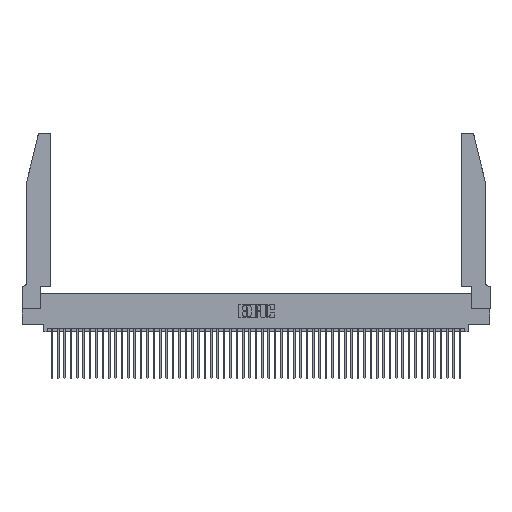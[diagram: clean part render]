
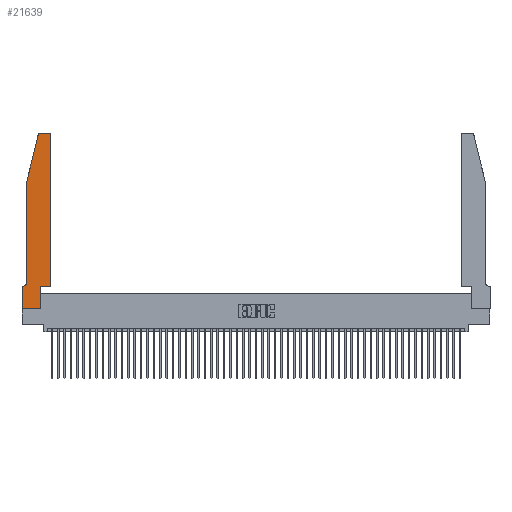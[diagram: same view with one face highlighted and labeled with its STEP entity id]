
A CAD part, top view. The second image highlights one B-rep face of the part: STEP entity #21639.
In plain terms, the highlighted planar face has unit normal (0, 0, 1).
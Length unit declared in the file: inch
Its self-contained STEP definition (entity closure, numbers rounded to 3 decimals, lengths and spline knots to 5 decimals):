
#558 = VERTEX_POINT ( 'NONE', #44523 ) ;
#716 = CARTESIAN_POINT ( 'NONE',  ( 0.0755, 2., 0.37 ) ) ;
#1283 = DIRECTION ( 'NONE',  ( 0., 1., 0. ) ) ;
#1409 = LINE ( 'NONE', #2967, #10385 ) ;
#2389 = ORIENTED_EDGE ( 'NONE', *, *, #35878, .T. ) ;
#2516 = EDGE_CURVE ( 'NONE', #30882, #45006, #41331, .T. ) ;
#2527 = LINE ( 'NONE', #33080, #29299 ) ;
#2708 = DIRECTION ( 'NONE',  ( -1., 0., 0. ) ) ;
#2887 = VERTEX_POINT ( 'NONE', #52089 ) ;
#2967 = CARTESIAN_POINT ( 'NONE',  ( 0., 0., 0.37 ) ) ;
#3280 = CARTESIAN_POINT ( 'NONE',  ( 0.4205, 2.75, 0.37 ) ) ;
#3671 = CARTESIAN_POINT ( 'NONE',  ( 0.4505, 2.72, 0.37 ) ) ;
#4031 = ORIENTED_EDGE ( 'NONE', *, *, #45397, .T. ) ;
#4351 = VERTEX_POINT ( 'NONE', #44603 ) ;
#4721 = LINE ( 'NONE', #42077, #26988 ) ;
#4855 = DIRECTION ( 'NONE',  ( -1., 0., 0. ) ) ;
#5604 = DIRECTION ( 'NONE',  ( -1., 0., 0. ) ) ;
#6125 = AXIS2_PLACEMENT_3D ( 'NONE', #15982, #7994, #19721 ) ;
#7019 = EDGE_LOOP ( 'NONE', ( #16014, #16610, #36276, #32476, #35033, #31410, #4031, #2389, #13994, #35073, #13424, #11008 ) ) ;
#7085 = DIRECTION ( 'NONE',  ( 1., 0., 0. ) ) ;
#7621 = PLANE ( 'NONE',  #41927 ) ;
#7994 = DIRECTION ( 'NONE',  ( 0., 0., 1. ) ) ;
#9866 = CARTESIAN_POINT ( 'NONE',  ( 0.0055, 0.42, 0.37 ) ) ;
#10303 = EDGE_CURVE ( 'NONE', #22102, #40125, #4721, .T. ) ;
#10385 = VECTOR ( 'NONE', #7085, 39.37008 ) ;
#11008 = ORIENTED_EDGE ( 'NONE', *, *, #43223, .T. ) ;
#12054 = CARTESIAN_POINT ( 'NONE',  ( 0., 0., 0.37 ) ) ;
#12413 = DIRECTION ( 'NONE',  ( 0., -1., 0. ) ) ;
#12874 = DIRECTION ( 'NONE',  ( 1., 0., 0. ) ) ;
#13105 = EDGE_CURVE ( 'NONE', #41799, #30018, #21002, .T. ) ;
#13379 = CIRCLE ( 'NONE', #17873, 0.03 ) ;
#13424 = ORIENTED_EDGE ( 'NONE', *, *, #2516, .T. ) ;
#13666 = EDGE_CURVE ( 'NONE', #32127, #4351, #15445, .T. ) ;
#13847 = VECTOR ( 'NONE', #40570, 39.37008 ) ;
#13994 = ORIENTED_EDGE ( 'NONE', *, *, #24518, .T. ) ;
#15445 = LINE ( 'NONE', #20274, #51841 ) ;
#15982 = CARTESIAN_POINT ( 'NONE',  ( 0.284, 2.72, 0.37 ) ) ;
#16014 = ORIENTED_EDGE ( 'NONE', *, *, #10303, .T. ) ;
#16401 = CARTESIAN_POINT ( 'NONE',  ( 0.0755, 0.35, 0.37 ) ) ;
#16563 = EDGE_CURVE ( 'NONE', #19248, #30882, #49683, .T. ) ;
#16610 = ORIENTED_EDGE ( 'NONE', *, *, #48379, .T. ) ;
#17873 = AXIS2_PLACEMENT_3D ( 'NONE', #33253, #37514, #12874 ) ;
#19246 = CARTESIAN_POINT ( 'NONE',  ( 0.4505, 0.35, 0.37 ) ) ;
#19248 = VERTEX_POINT ( 'NONE', #32525 ) ;
#19464 = EDGE_CURVE ( 'NONE', #4351, #41799, #20614, .T. ) ;
#19721 = DIRECTION ( 'NONE',  ( 1., 0., 0. ) ) ;
#20274 = CARTESIAN_POINT ( 'NONE',  ( 0.0755, 2., 0.37 ) ) ;
#20614 = CIRCLE ( 'NONE', #51827, 0.07 ) ;
#21002 = LINE ( 'NONE', #16401, #52311 ) ;
#21079 = CARTESIAN_POINT ( 'NONE',  ( 0.4505, 0.35, 0.37 ) ) ;
#21639 = ADVANCED_FACE ( 'NONE', ( #23898 ), #7621, .T. ) ;
#22102 = VERTEX_POINT ( 'NONE', #3280 ) ;
#23101 = CARTESIAN_POINT ( 'NONE',  ( 0.2865, 0., 0.37 ) ) ;
#23653 = DIRECTION ( 'NONE',  ( 1., 0., 0. ) ) ;
#23898 = FACE_OUTER_BOUND ( 'NONE', #7019, .T. ) ;
#24518 = EDGE_CURVE ( 'NONE', #44948, #19248, #2527, .T. ) ;
#24519 = DIRECTION ( 'NONE',  ( 0., 1., 0. ) ) ;
#24561 = VECTOR ( 'NONE', #29237, 39.37008 ) ;
#26988 = VECTOR ( 'NONE', #2708, 39.37008 ) ;
#28709 = CARTESIAN_POINT ( 'NONE',  ( 0.4505, 0.35, 0.37 ) ) ;
#29237 = DIRECTION ( 'NONE',  ( -0.239, -0.971, 0. ) ) ;
#29299 = VECTOR ( 'NONE', #24519, 39.37008 ) ;
#30018 = VERTEX_POINT ( 'NONE', #37194 ) ;
#30882 = VERTEX_POINT ( 'NONE', #21079 ) ;
#31410 = ORIENTED_EDGE ( 'NONE', *, *, #13105, .T. ) ;
#32127 = VERTEX_POINT ( 'NONE', #34007 ) ;
#32372 = LINE ( 'NONE', #12054, #13847 ) ;
#32476 = ORIENTED_EDGE ( 'NONE', *, *, #13666, .T. ) ;
#32525 = CARTESIAN_POINT ( 'NONE',  ( 0.2865, 0.35, 0.37 ) ) ;
#33080 = CARTESIAN_POINT ( 'NONE',  ( 0.2865, 0.35, 0.37 ) ) ;
#33253 = CARTESIAN_POINT ( 'NONE',  ( 0.4205, 2.72, 0.37 ) ) ;
#34007 = CARTESIAN_POINT ( 'NONE',  ( 0.0755, 2., 0.37 ) ) ;
#35033 = ORIENTED_EDGE ( 'NONE', *, *, #19464, .T. ) ;
#35073 = ORIENTED_EDGE ( 'NONE', *, *, #16563, .T. ) ;
#35878 = EDGE_CURVE ( 'NONE', #558, #44948, #1409, .T. ) ;
#36115 = DIRECTION ( 'NONE',  ( 0., 0., 1. ) ) ;
#36276 = ORIENTED_EDGE ( 'NONE', *, *, #40486, .T. ) ;
#37137 = CARTESIAN_POINT ( 'NONE',  ( 0.0055, 0.35, 0.37 ) ) ;
#37194 = CARTESIAN_POINT ( 'NONE',  ( 0., 0.35, 0.37 ) ) ;
#37514 = DIRECTION ( 'NONE',  ( 0., 0., 1. ) ) ;
#40125 = VERTEX_POINT ( 'NONE', #43689 ) ;
#40289 = DIRECTION ( 'NONE',  ( 1., 0., 0. ) ) ;
#40486 = EDGE_CURVE ( 'NONE', #2887, #32127, #48219, .T. ) ;
#40570 = DIRECTION ( 'NONE',  ( 0., -1., 0. ) ) ;
#41331 = LINE ( 'NONE', #28709, #46478 ) ;
#41799 = VERTEX_POINT ( 'NONE', #37137 ) ;
#41927 = AXIS2_PLACEMENT_3D ( 'NONE', #52705, #36115, #23653 ) ;
#42077 = CARTESIAN_POINT ( 'NONE',  ( 0.2605, 2.75, 0.37 ) ) ;
#42803 = DIRECTION ( 'NONE',  ( 0., 0., -1. ) ) ;
#43223 = EDGE_CURVE ( 'NONE', #45006, #22102, #13379, .T. ) ;
#43689 = CARTESIAN_POINT ( 'NONE',  ( 0.284, 2.75, 0.37 ) ) ;
#44523 = CARTESIAN_POINT ( 'NONE',  ( 0., 0., 0.37 ) ) ;
#44603 = CARTESIAN_POINT ( 'NONE',  ( 0.0755, 0.42, 0.37 ) ) ;
#44948 = VERTEX_POINT ( 'NONE', #23101 ) ;
#45006 = VERTEX_POINT ( 'NONE', #3671 ) ;
#45397 = EDGE_CURVE ( 'NONE', #30018, #558, #32372, .T. ) ;
#45433 = CIRCLE ( 'NONE', #6125, 0.03 ) ;
#46478 = VECTOR ( 'NONE', #1283, 39.37008 ) ;
#48219 = LINE ( 'NONE', #716, #24561 ) ;
#48379 = EDGE_CURVE ( 'NONE', #40125, #2887, #45433, .T. ) ;
#48422 = VECTOR ( 'NONE', #40289, 39.37008 ) ;
#49683 = LINE ( 'NONE', #19246, #48422 ) ;
#51827 = AXIS2_PLACEMENT_3D ( 'NONE', #9866, #42803, #5604 ) ;
#51841 = VECTOR ( 'NONE', #12413, 39.37008 ) ;
#52089 = CARTESIAN_POINT ( 'NONE',  ( 0.25487, 2.72718, 0.37 ) ) ;
#52311 = VECTOR ( 'NONE', #4855, 39.37008 ) ;
#52705 = CARTESIAN_POINT ( 'NONE',  ( 0., 0.35, 0.37 ) ) ;
